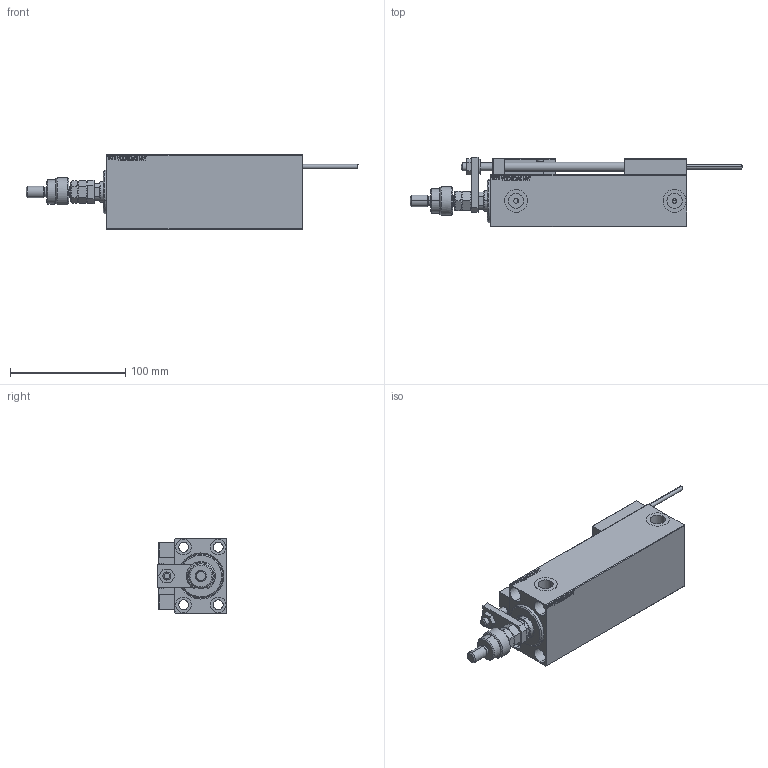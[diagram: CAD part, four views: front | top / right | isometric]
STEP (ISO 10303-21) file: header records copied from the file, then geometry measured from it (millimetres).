
FILE_DESCRIPTION (( 'STEP AP203' ), '1' );
FILE_NAME ('1a14.STEP', '2022-04-17T11:57:26', ( '' ), ( '' ), 'SwSTEP 2.0', 'SolidWorks 2019', '' );
FILE_SCHEMA (( 'CONFIG_CONTROL_DESIGN' ));
Length unit declared in the file: millimetre
Products named in the file (18): FEMALE_PART_FOR_DFA 8d297ca6811a0c8b473675ebdfd1f6e3; X_Y_DFA 8d297ca6811a0c8b473675ebdfd1f6e3; SWITCH_X_FRONT_BACK 8d297ca6811a0c8b473675ebdfd1f6e3; Block 8d297ca6811a0c8b473675ebdfd1f6e3; MAGNET 8d297ca6811a0c8b473675ebdfd1f6e3; TYC_L79 8d297ca6811a0c8b473675ebdfd1f6e3; ALLEN BOLT D8 8d297ca6811a0c8b473675ebdfd1f6e3; V450CM_C_Body 8d297ca6811a0c8b473675ebdfd1f6e3; KONCOVKA 8d297ca6811a0c8b473675ebdfd1f6e3; SWITCH DIM B,W 8d297ca6811a0c8b473675ebdfd1f6e3; ZARAZKA 8d297ca6811a0c8b473675ebdfd1f6e3; 1a14; SWITCH X 8d297ca6811a0c8b473675ebdfd1f6e3; V450CM_VC_B 8d297ca6811a0c8b473675ebdfd1f6e3; MFA 8d297ca6811a0c8b473675ebdfd1f6e3; NUT_D12 8d297ca6811a0c8b473675ebdfd1f6e3; V450CM_C_VCP 8d297ca6811a0c8b473675ebdfd1f6e3; ALLEN BOLT D5 8d297ca6811a0c8b473675ebdfd1f6e3
Assembly tree (27 placements, depth 3):
  1a14
    V450CM_C_Body 8d297ca6811a0c8b473675ebdfd1f6e3
    SWITCH X 8d297ca6811a0c8b473675ebdfd1f6e3
      SWITCH_X_FRONT_BACK 8d297ca6811a0c8b473675ebdfd1f6e3  x2
      TYC_L79 8d297ca6811a0c8b473675ebdfd1f6e3
      Block 8d297ca6811a0c8b473675ebdfd1f6e3  x2
      ALLEN BOLT D5 8d297ca6811a0c8b473675ebdfd1f6e3  x4
      ALLEN BOLT D8 8d297ca6811a0c8b473675ebdfd1f6e3  x4
      MAGNET 8d297ca6811a0c8b473675ebdfd1f6e3  x2
      KONCOVKA 8d297ca6811a0c8b473675ebdfd1f6e3  x2
    NUT_D12 8d297ca6811a0c8b473675ebdfd1f6e3
    SWITCH DIM B,W 8d297ca6811a0c8b473675ebdfd1f6e3
    ZARAZKA 8d297ca6811a0c8b473675ebdfd1f6e3
    V450CM_C_VCP 8d297ca6811a0c8b473675ebdfd1f6e3
    V450CM_VC_B 8d297ca6811a0c8b473675ebdfd1f6e3
    X_Y_DFA 8d297ca6811a0c8b473675ebdfd1f6e3
      FEMALE_PART_FOR_DFA 8d297ca6811a0c8b473675ebdfd1f6e3
      MFA 8d297ca6811a0c8b473675ebdfd1f6e3
Bounding box: 288 x 60.5 x 65 mm (x, y, z)
Volume: 482253.7 mm3; surface area: 126002.1 mm2
Topology: 25 solids, 25 shells, 1384 faces, 3296 edges, 2095 vertices
Faces by surface type: plane 593, bspline 380, cylinder 213, cone 146, torus 48, sphere 4
Entity records: 53712 total; most frequent: CARTESIAN_POINT 26918, ORIENTED_EDGE 5612, DIRECTION 3926, EDGE_CURVE 2806, VERTEX_POINT 1819, VECTOR 1560, LINE 1560, EDGE_LOOP 1303
